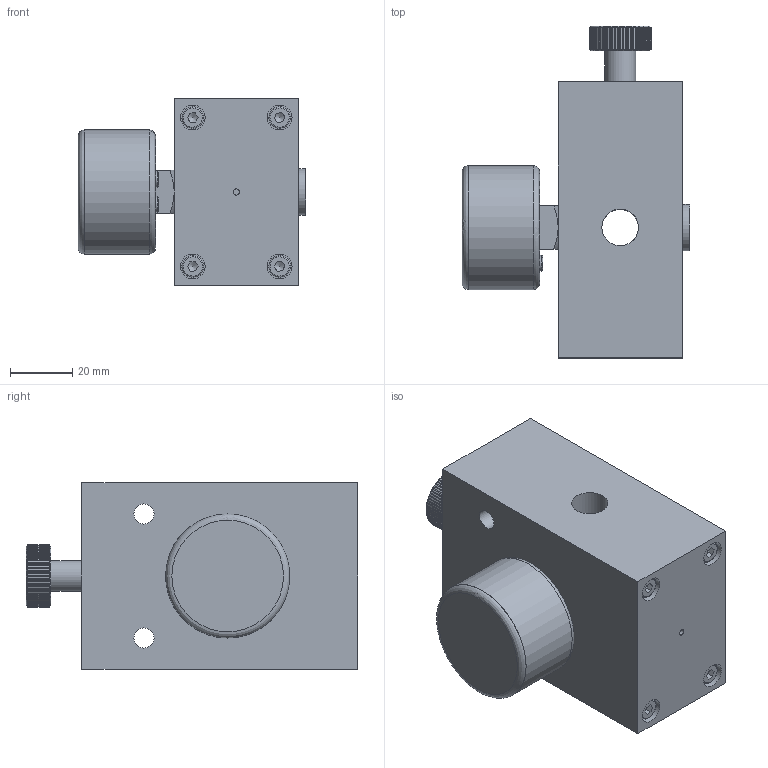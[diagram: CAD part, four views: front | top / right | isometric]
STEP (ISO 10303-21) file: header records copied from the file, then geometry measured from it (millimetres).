
FILE_DESCRIPTION(/* description */ (''),/* implementation_level */ '2;1');
FILE_NAME(/* name */ 'r_14_vu.stp',/* time_stamp */ '2019-01-10T12:13:03+01:00',/* author */ ('leitheußer'),/* organization */ (''),/* preprocessor_version */ 'ST-DEVELOPER v15.6',/* originating_system */ 'Autodesk Inventor LT ',/* authorisation */ '');
FILE_SCHEMA (('AUTOMOTIVE_DESIGN { 1 0 10303 214 3 1 1 }'));
Length unit declared in the file: millimetre
Products named in the file (1): 110110
Bounding box: 73.5 x 107 x 60 mm (x, y, z)
Volume: 239394.1 mm3; surface area: 44966.2 mm2
Topology: 19 solids, 19 shells, 529 faces, 1379 edges, 914 vertices
Faces by surface type: plane 370, cylinder 125, bspline 18, cone 8, torus 8
Full cylindrical faces by diameter (mm): 0.5 x1, 1 x1, 2 x1, 3 x1, 3.2 x1, 3.716 x1, 4 x4, 4.5 x4, 4.597 x1, 5 x2, 6.5 x2, 7 x4, 8 x5, 8.5 x2, 8.8 x2, 9.728 x2, 10 x2, 10.8 x1, 11.8 x1, 12 x1, 13.5 x2, 15 x1, 38 x2, 40 x1
Entity records: 21111 total; most frequent: CARTESIAN_POINT 9101, ORIENTED_EDGE 2604, DIRECTION 2168, EDGE_CURVE 1302, VERTEX_POINT 896, AXIS2_PLACEMENT_3D 802, EDGE_LOOP 632, LINE 564
